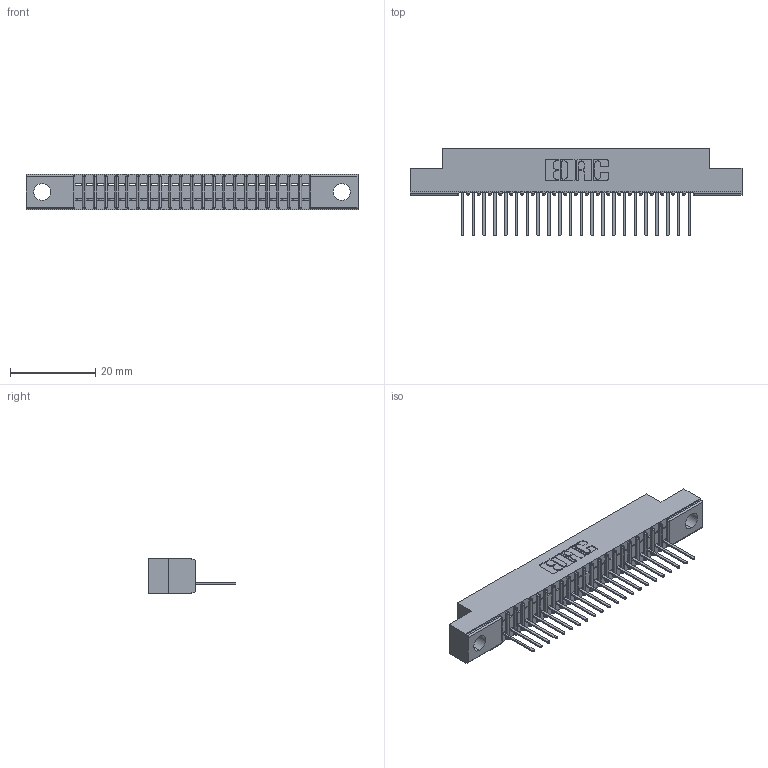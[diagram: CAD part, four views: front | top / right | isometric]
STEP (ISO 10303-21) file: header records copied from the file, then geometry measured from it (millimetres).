
FILE_DESCRIPTION (( 'STEP AP203' ), '1' );
FILE_NAME ('341-022-522-104.STEP', '2018-08-06T17:24:06', ( '' ), ( '' ), 'SwSTEP 2.0', 'SolidWorks 2016', '' );
FILE_SCHEMA (( 'CONFIG_CONTROL_DESIGN' ));
Length unit declared in the file: inch
Products named in the file (3): 341-292-001_341-292-122; 341-022-522-104; 341 Part_.156 (3.96) Dia Mounting Holes
Assembly tree (23 placements, depth 2):
  341-022-522-104
    341 Part_.156 (3.96) Dia Mounting Holes
    341-292-001_341-292-122  x22
Bounding box: 78.11 x 20.62 x 8.38 mm (x, y, z)
Volume: 4213.4 mm3; surface area: 7835.1 mm2
Topology: 23 solids, 23 shells, 1934 faces, 5566 edges, 3574 vertices
Faces by surface type: plane 1204, cylinder 642, sphere 46, torus 42
Entity records: 29003 total; most frequent: CARTESIAN_POINT 4922, ORIENTED_EDGE 4908, DIRECTION 4760, EDGE_CURVE 2454, VECTOR 1968, LINE 1968, VERTEX_POINT 1558, AXIS2_PLACEMENT_3D 1396
